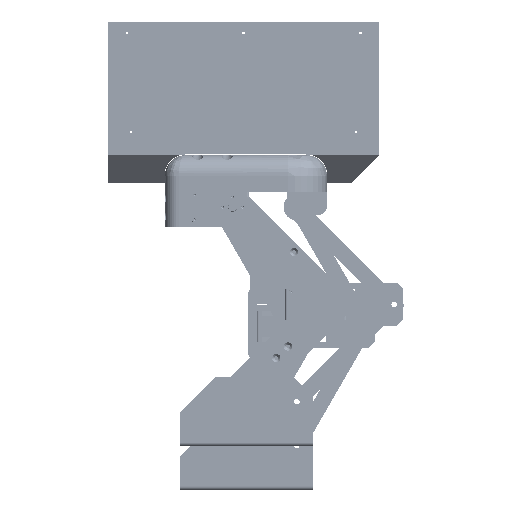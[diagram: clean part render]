
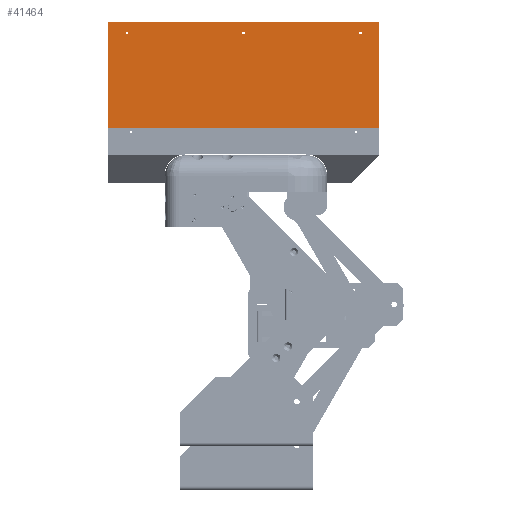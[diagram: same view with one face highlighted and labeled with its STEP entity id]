
A CAD part, left-side view. The second image highlights one B-rep face of the part: STEP entity #41464.
In plain terms, the highlighted planar face has unit normal (-1, 0, 0).
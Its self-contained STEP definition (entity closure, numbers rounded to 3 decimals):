
#1470=FACE_BOUND('',#8897,.T.);
#1471=FACE_BOUND('',#8898,.T.);
#1472=FACE_BOUND('',#8899,.T.);
#2842=PLANE('',#46669);
#5303=FACE_OUTER_BOUND('',#8896,.T.);
#8896=EDGE_LOOP('',(#37422,#37423,#37424,#37425));
#8897=EDGE_LOOP('',(#37426));
#8898=EDGE_LOOP('',(#37427));
#8899=EDGE_LOOP('',(#37428));
#11918=LINE('',#71978,#14926);
#11923=LINE('',#71988,#14931);
#11926=LINE('',#71993,#14934);
#11927=LINE('',#71995,#14935);
#14926=VECTOR('',#59448,10.);
#14931=VECTOR('',#59457,10.);
#14934=VECTOR('',#59462,10.);
#14935=VECTOR('',#59465,10.);
#17411=CIRCLE('',#46598,1.4);
#17415=CIRCLE('',#46604,1.4);
#17419=CIRCLE('',#46610,1.4);
#20945=VERTEX_POINT('',#71805);
#20949=VERTEX_POINT('',#71817);
#20953=VERTEX_POINT('',#71829);
#21002=VERTEX_POINT('',#71975);
#21003=VERTEX_POINT('',#71977);
#21006=VERTEX_POINT('',#71987);
#21007=VERTEX_POINT('',#71991);
#26416=EDGE_CURVE('',#20945,#20945,#17411,.T.);
#26422=EDGE_CURVE('',#20949,#20949,#17415,.T.);
#26428=EDGE_CURVE('',#20953,#20953,#17419,.T.);
#26500=EDGE_CURVE('',#21003,#21002,#11918,.T.);
#26505=EDGE_CURVE('',#21003,#21006,#11923,.T.);
#26508=EDGE_CURVE('',#21002,#21007,#11926,.T.);
#26509=EDGE_CURVE('',#21006,#21007,#11927,.T.);
#37422=ORIENTED_EDGE('',*,*,#26500,.T.);
#37423=ORIENTED_EDGE('',*,*,#26508,.T.);
#37424=ORIENTED_EDGE('',*,*,#26509,.F.);
#37425=ORIENTED_EDGE('',*,*,#26505,.F.);
#37426=ORIENTED_EDGE('',*,*,#26416,.T.);
#37427=ORIENTED_EDGE('',*,*,#26422,.T.);
#37428=ORIENTED_EDGE('',*,*,#26428,.T.);
#41464=ADVANCED_FACE('',(#5303,#1470,#1471,#1472),#2842,.T.);
#46598=AXIS2_PLACEMENT_3D('',#71807,#59267,#59268);
#46604=AXIS2_PLACEMENT_3D('',#71819,#59281,#59282);
#46610=AXIS2_PLACEMENT_3D('',#71831,#59295,#59296);
#46669=AXIS2_PLACEMENT_3D('',#71994,#59463,#59464);
#59267=DIRECTION('center_axis',(1.,0.,0.));
#59268=DIRECTION('ref_axis',(0.,1.,0.));
#59281=DIRECTION('center_axis',(1.,0.,0.));
#59282=DIRECTION('ref_axis',(0.,1.,0.));
#59295=DIRECTION('center_axis',(1.,0.,0.));
#59296=DIRECTION('ref_axis',(0.,1.,0.));
#59448=DIRECTION('',(0.,-1.,0.));
#59457=DIRECTION('',(0.,0.,1.));
#59462=DIRECTION('',(0.,0.,1.));
#59463=DIRECTION('center_axis',(-1.,0.,0.));
#59464=DIRECTION('ref_axis',(0.,-1.,0.));
#59465=DIRECTION('',(0.,-1.,0.));
#71805=CARTESIAN_POINT('',(-89.488,157.702,200.64));
#71807=CARTESIAN_POINT('Origin',(-89.488,159.102,200.64));
#71817=CARTESIAN_POINT('',(-89.488,30.202,200.64));
#71819=CARTESIAN_POINT('Origin',(-89.488,31.602,200.64));
#71829=CARTESIAN_POINT('',(-89.488,-97.298,200.64));
#71831=CARTESIAN_POINT('Origin',(-89.488,-95.898,200.64));
#71975=CARTESIAN_POINT('',(-89.488,-115.898,97.64));
#71977=CARTESIAN_POINT('',(-89.488,179.102,97.64));
#71978=CARTESIAN_POINT('',(-89.488,109.102,97.64));
#71987=CARTESIAN_POINT('',(-89.488,179.102,212.64));
#71988=CARTESIAN_POINT('',(-89.488,179.102,97.64));
#71991=CARTESIAN_POINT('',(-89.488,-115.898,212.64));
#71993=CARTESIAN_POINT('',(-89.488,-115.898,97.64));
#71994=CARTESIAN_POINT('Origin',(-89.488,179.102,97.64));
#71995=CARTESIAN_POINT('',(-89.488,96.602,212.64));
